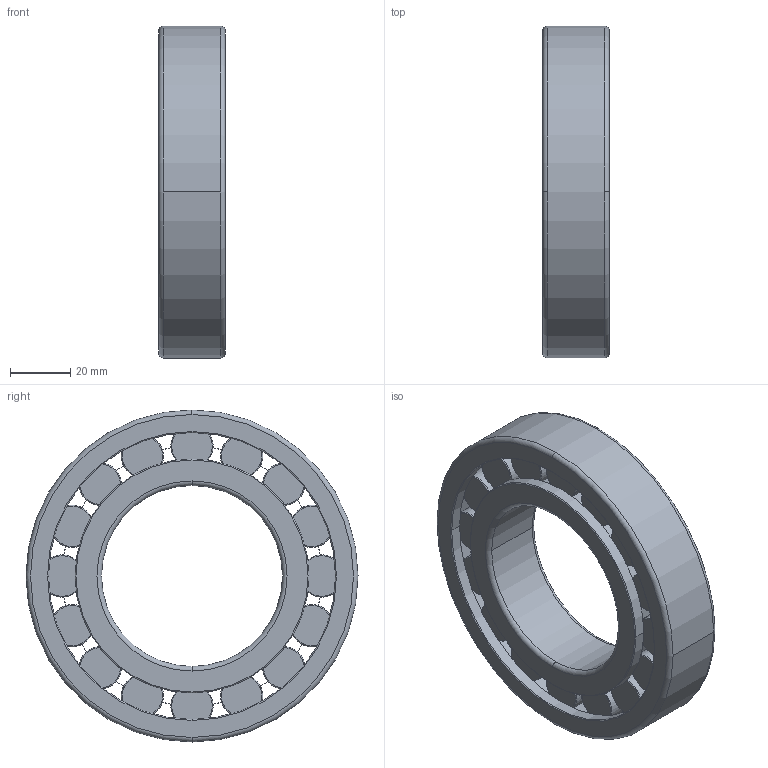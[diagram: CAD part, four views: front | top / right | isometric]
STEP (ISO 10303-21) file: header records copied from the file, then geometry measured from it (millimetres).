
FILE_DESCRIPTION(('STEP AP214'),'1');
FILE_NAME('skf_bearing_nj_212_ecp_2.stp','2025-02-20T13:00:10',('TraceParts'),('TraceParts S.A.'),'Spatial InterOp 3D',' ',' ');
FILE_SCHEMA(('AUTOMOTIVE_DESIGN { 1 0 10303 214 1 1 1 1 }'));
Length unit declared in the file: millimetre
Products named in the file (1): skf_bearing_nj_212_ecp_2_1
Bounding box: 22 x 110 x 110 mm (x, y, z)
Volume: 105685.7 mm3; surface area: 47232.9 mm2
Topology: 3 solids, 3 shells, 199 faces, 550 edges, 390 vertices
Faces by surface type: torus 112, cylinder 46, plane 39, cone 2
Entity records: 7865 total; most frequent: CARTESIAN_POINT 2454, DIRECTION 1264, ORIENTED_EDGE 1100, AXIS2_PLACEMENT_3D 608, EDGE_CURVE 550, CIRCLE 406, VERTEX_POINT 390, EDGE_LOOP 238
